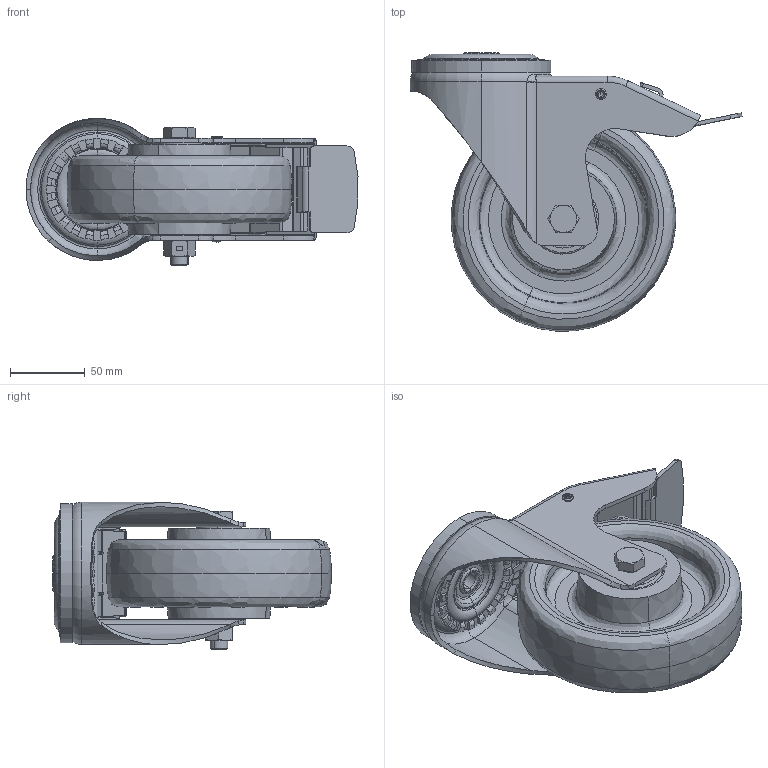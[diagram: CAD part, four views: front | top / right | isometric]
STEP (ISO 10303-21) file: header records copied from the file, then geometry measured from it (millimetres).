
FILE_DESCRIPTION (( 'STEP AP214' ), '1' );
FILE_NAME ('0056236.step', '2023-08-01T09:13:41', ( '' ), ( '' ), 'SwSTEP 2.0', 'SolidWorks 2020', '' );
FILE_SCHEMA (( 'AUTOMOTIVE_DESIGN' ));
Length unit declared in the file: millimetre
Products named in the file (1): 0056236
Bounding box: 221.77 x 185.93 x 98.5 mm (x, y, z)
Surface area: 220815.4 mm2 (no closed solid volume)
Topology: 0 solids, 26 shells, 738 faces, 2003 edges, 1297 vertices
Faces by surface type: plane 244, cylinder 206, torus 137, cone 85, bspline 52, sphere 14
Entity records: 35477 total; most frequent: CARTESIAN_POINT 10451, DIRECTION 4119, ORIENTED_EDGE 3527, EDGE_CURVE 2003, AXIS2_PLACEMENT_3D 1688, VERTEX_POINT 1297, CIRCLE 1001, EDGE_LOOP 800
